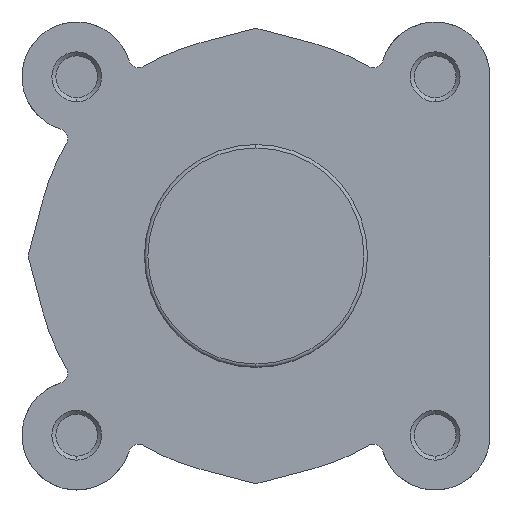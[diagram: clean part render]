
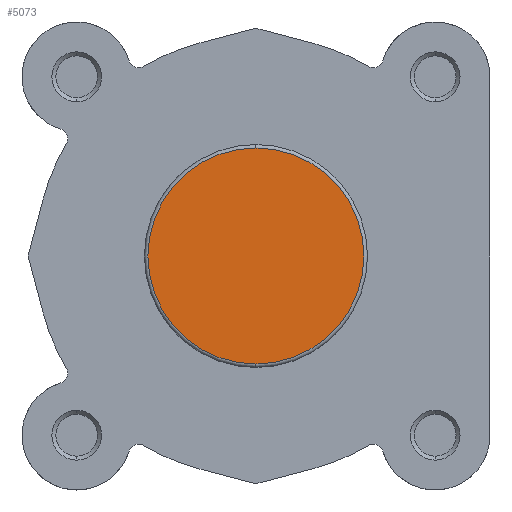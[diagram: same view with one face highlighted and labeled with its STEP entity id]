
A CAD part, left-side view. The second image highlights one B-rep face of the part: STEP entity #5073.
In plain terms, the highlighted planar face has unit normal (-1, 0, 0).
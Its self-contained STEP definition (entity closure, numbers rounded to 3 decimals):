
#346 = VERTEX_POINT ( 'NONE', #2272 ) ;
#350 = VERTEX_POINT ( 'NONE', #2276 ) ;
#567 = EDGE_CURVE ( 'NONE', #346, #350, #1404, .T. ) ;
#804 = CIRCLE ( 'NONE', #6010, 21.7 ) ;
#1404 = CIRCLE ( 'NONE', #5562, 21.7 ) ;
#1799 = FACE_OUTER_BOUND ( 'NONE', #7076, .T. ) ;
#2272 = CARTESIAN_POINT ( 'NONE',  ( 0., 0., -21.7 ) ) ;
#2276 = CARTESIAN_POINT ( 'NONE',  ( 0., 0., 21.7 ) ) ;
#2613 = CARTESIAN_POINT ( 'NONE',  ( 0., 0., 0. ) ) ;
#2619 = DIRECTION ( 'NONE',  ( -1., 0., 0. ) ) ;
#2620 = DIRECTION ( 'NONE',  ( 0., 0., -1. ) ) ;
#3376 = PLANE ( 'NONE',  #5723 ) ;
#3383 = CARTESIAN_POINT ( 'NONE',  ( 0., 22.4, 0. ) ) ;
#3391 = DIRECTION ( 'NONE',  ( 1., 0., 0. ) ) ;
#3392 = DIRECTION ( 'NONE',  ( 0., 0., -1. ) ) ;
#4338 = CARTESIAN_POINT ( 'NONE',  ( 0., 0., 0. ) ) ;
#4340 = DIRECTION ( 'NONE',  ( -1., 0., 0. ) ) ;
#4341 = DIRECTION ( 'NONE',  ( 0., 0., -1. ) ) ;
#5073 = ADVANCED_FACE ( 'NONE', ( #1799 ), #3376, .F. ) ;
#5338 = EDGE_CURVE ( 'NONE', #350, #346, #804, .T. ) ;
#5562 = AXIS2_PLACEMENT_3D ( 'NONE', #2613, #2619, #2620 ) ;
#5723 = AXIS2_PLACEMENT_3D ( 'NONE', #3383, #3391, #3392 ) ;
#6010 = AXIS2_PLACEMENT_3D ( 'NONE', #4338, #4340, #4341 ) ;
#6509 = ORIENTED_EDGE ( 'NONE', *, *, #5338, .T. ) ;
#6510 = ORIENTED_EDGE ( 'NONE', *, *, #567, .T. ) ;
#7076 = EDGE_LOOP ( 'NONE', ( #6510, #6509 ) ) ;
